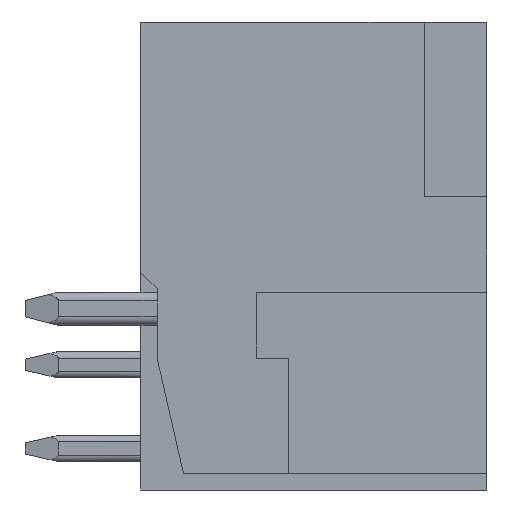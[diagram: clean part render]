
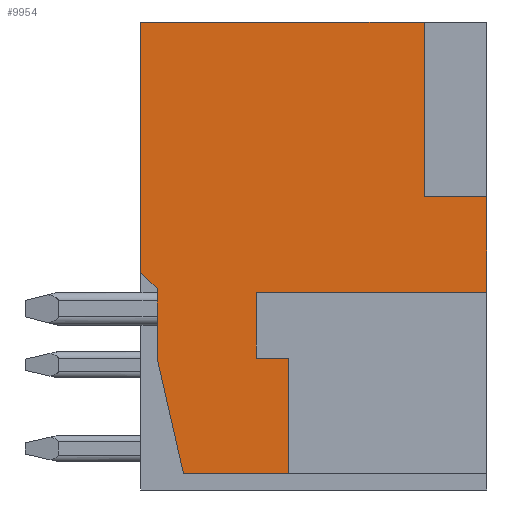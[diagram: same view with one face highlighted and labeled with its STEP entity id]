
A CAD part, front view. The second image highlights one B-rep face of the part: STEP entity #9954.
In plain terms, the highlighted planar face has unit normal (0, -1, 0).
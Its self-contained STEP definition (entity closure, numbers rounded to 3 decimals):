
#122=DIRECTION('',(1.,0.,0.));
#123=VECTOR('',#122,7.);
#124=CARTESIAN_POINT('',(-1.75,-17.75,-1.1));
#125=LINE('',#124,#123);
#602=DIRECTION('',(0.223,0.,-0.975));
#603=VECTOR('',#602,3.59);
#604=CARTESIAN_POINT('',(-4.75,-17.75,-3.1));
#605=LINE('',#604,#603);
#606=DIRECTION('',(0.,0.,1.));
#607=VECTOR('',#606,2.1);
#608=CARTESIAN_POINT('',(-4.75,-17.75,-3.1));
#609=LINE('',#608,#607);
#610=DIRECTION('',(0.707,0.,-0.707));
#611=VECTOR('',#610,0.707);
#612=CARTESIAN_POINT('',(-5.25,-17.75,-0.5));
#613=LINE('',#612,#611);
#614=DIRECTION('',(0.,0.,-1.));
#615=VECTOR('',#614,7.6);
#616=CARTESIAN_POINT('',(-5.25,-17.75,7.1));
#617=LINE('',#616,#615);
#618=DIRECTION('',(-1.,0.,0.));
#619=VECTOR('',#618,8.6);
#620=CARTESIAN_POINT('',(3.35,-17.75,7.1));
#621=LINE('',#620,#619);
#622=DIRECTION('',(0.,0.,-1.));
#623=VECTOR('',#622,5.3);
#624=CARTESIAN_POINT('',(3.35,-17.75,7.1));
#625=LINE('',#624,#623);
#626=DIRECTION('',(-1.,0.,0.));
#627=VECTOR('',#626,1.9);
#628=CARTESIAN_POINT('',(5.25,-17.75,1.8));
#629=LINE('',#628,#627);
#630=DIRECTION('',(0.,0.,1.));
#631=VECTOR('',#630,2.9);
#632=CARTESIAN_POINT('',(5.25,-17.75,-1.1));
#633=LINE('',#632,#631);
#634=DIRECTION('',(0.,0.,-1.));
#635=VECTOR('',#634,2.);
#636=CARTESIAN_POINT('',(-1.75,-17.75,-1.1));
#637=LINE('',#636,#635);
#638=DIRECTION('',(1.,0.,0.));
#639=VECTOR('',#638,1.);
#640=CARTESIAN_POINT('',(-1.75,-17.75,-3.1));
#641=LINE('',#640,#639);
#642=DIRECTION('',(0.,0.,1.));
#643=VECTOR('',#642,3.5);
#644=CARTESIAN_POINT('',(-0.75,-17.75,-6.6));
#645=LINE('',#644,#643);
#646=DIRECTION('',(1.,0.,0.));
#647=VECTOR('',#646,3.2);
#648=CARTESIAN_POINT('',(-3.95,-17.75,-6.6));
#649=LINE('',#648,#647);
#7465=CARTESIAN_POINT('',(-5.25,-17.75,7.1));
#7467=VERTEX_POINT('',#7465);
#7495=CARTESIAN_POINT('',(3.35,-17.75,7.1));
#7496=VERTEX_POINT('',#7495);
#7497=CARTESIAN_POINT('',(5.25,-17.75,1.8));
#7499=VERTEX_POINT('',#7497);
#7507=CARTESIAN_POINT('',(3.35,-17.75,1.8));
#7508=VERTEX_POINT('',#7507);
#7547=CARTESIAN_POINT('',(5.25,-17.75,-1.1));
#7548=VERTEX_POINT('',#7547);
#7553=CARTESIAN_POINT('',(-1.75,-17.75,-3.1));
#7554=CARTESIAN_POINT('',(-0.75,-17.75,-3.1));
#7555=VERTEX_POINT('',#7553);
#7556=VERTEX_POINT('',#7554);
#7559=CARTESIAN_POINT('',(-0.75,-17.75,-6.6));
#7560=VERTEX_POINT('',#7559);
#7561=CARTESIAN_POINT('',(-1.75,-17.75,-1.1));
#7562=VERTEX_POINT('',#7561);
#7565=CARTESIAN_POINT('',(-5.25,-17.75,-0.5));
#7566=CARTESIAN_POINT('',(-4.75,-17.75,-1.));
#7567=VERTEX_POINT('',#7565);
#7568=VERTEX_POINT('',#7566);
#7581=CARTESIAN_POINT('',(-4.75,-17.75,-3.1));
#7582=CARTESIAN_POINT('',(-3.95,-17.75,-6.6));
#7583=VERTEX_POINT('',#7581);
#7584=VERTEX_POINT('',#7582);
#9926=CARTESIAN_POINT('',(0.,-17.75,0.));
#9927=DIRECTION('',(0.,-1.,0.));
#9928=DIRECTION('',(1.,0.,0.));
#9929=AXIS2_PLACEMENT_3D('',#9926,#9927,#9928);
#9930=PLANE('',#9929);
#9931=ORIENTED_EDGE('',*,*,#9917,.F.);
#9932=ORIENTED_EDGE('',*,*,#9857,.T.);
#9934=ORIENTED_EDGE('',*,*,#9933,.F.);
#9936=ORIENTED_EDGE('',*,*,#9935,.F.);
#9938=ORIENTED_EDGE('',*,*,#9937,.F.);
#9940=ORIENTED_EDGE('',*,*,#9939,.T.);
#9942=ORIENTED_EDGE('',*,*,#9941,.F.);
#9944=ORIENTED_EDGE('',*,*,#9943,.F.);
#9945=ORIENTED_EDGE('',*,*,#9358,.F.);
#9946=ORIENTED_EDGE('',*,*,#9416,.T.);
#9948=ORIENTED_EDGE('',*,*,#9947,.T.);
#9950=ORIENTED_EDGE('',*,*,#9949,.F.);
#9951=ORIENTED_EDGE('',*,*,#9539,.F.);
#9952=EDGE_LOOP('',(#9931,#9932,#9934,#9936,#9938,#9940,#9942,#9944,#9945,#9946,
#9948,#9950,#9951));
#9953=FACE_OUTER_BOUND('',#9952,.F.);
#9954=ADVANCED_FACE('',(#9953),#9930,.T.);
#9358=EDGE_CURVE('',#7562,#7548,#125,.T.);
#9416=EDGE_CURVE('',#7562,#7555,#637,.T.);
#9539=EDGE_CURVE('',#7584,#7560,#649,.T.);
#9857=EDGE_CURVE('',#7583,#7568,#609,.T.);
#9917=EDGE_CURVE('',#7583,#7584,#605,.T.);
#9933=EDGE_CURVE('',#7567,#7568,#613,.T.);
#9935=EDGE_CURVE('',#7467,#7567,#617,.T.);
#9937=EDGE_CURVE('',#7496,#7467,#621,.T.);
#9939=EDGE_CURVE('',#7496,#7508,#625,.T.);
#9941=EDGE_CURVE('',#7499,#7508,#629,.T.);
#9943=EDGE_CURVE('',#7548,#7499,#633,.T.);
#9947=EDGE_CURVE('',#7555,#7556,#641,.T.);
#9949=EDGE_CURVE('',#7560,#7556,#645,.T.);
